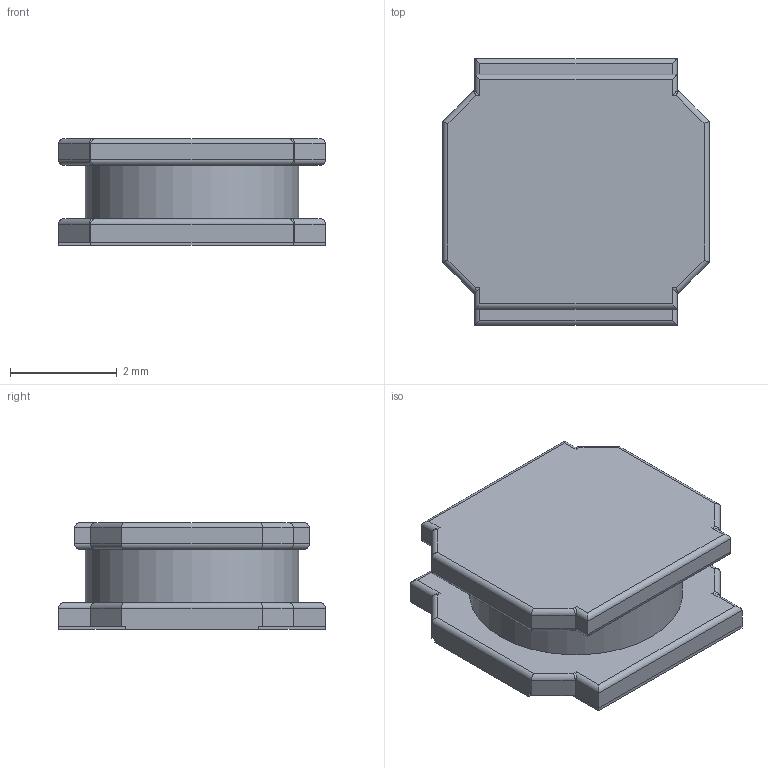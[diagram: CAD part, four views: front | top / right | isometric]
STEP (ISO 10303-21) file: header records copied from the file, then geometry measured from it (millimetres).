
FILE_DESCRIPTION(('FreeCAD Model'),'2;1');
FILE_NAME('L_5x5mm_h2mm.step' ,'2019-02-13T15:37:47',('kicad StepUp'),('ksu MCAD'), 'Open CASCADE STEP processor 7.2','FreeCAD','Unknown');
FILE_SCHEMA(('AUTOMOTIVE_DESIGN { 1 0 10303 214 1 1 1 1 }'));
Length unit declared in the file: millimetre
Products named in the file (1): L_5x5mm_h2mm
Bounding box: 5 x 5 x 2 mm (x, y, z)
Volume: 34.1 mm3; surface area: 90.2 mm2
Topology: 1 solids, 1 shells, 101 faces, 231 edges, 134 vertices
Faces by surface type: plane 52, cylinder 49
Full cylindrical faces by diameter (mm): 4 x1
Entity records: 3476 total; most frequent: DIRECTION 485, CARTESIAN_POINT 467, ORIENTED_EDGE 462, EDGE_CURVE 231, LINE 181, VECTOR 181, AXIS2_PLACEMENT_3D 152, VERTEX_POINT 134
